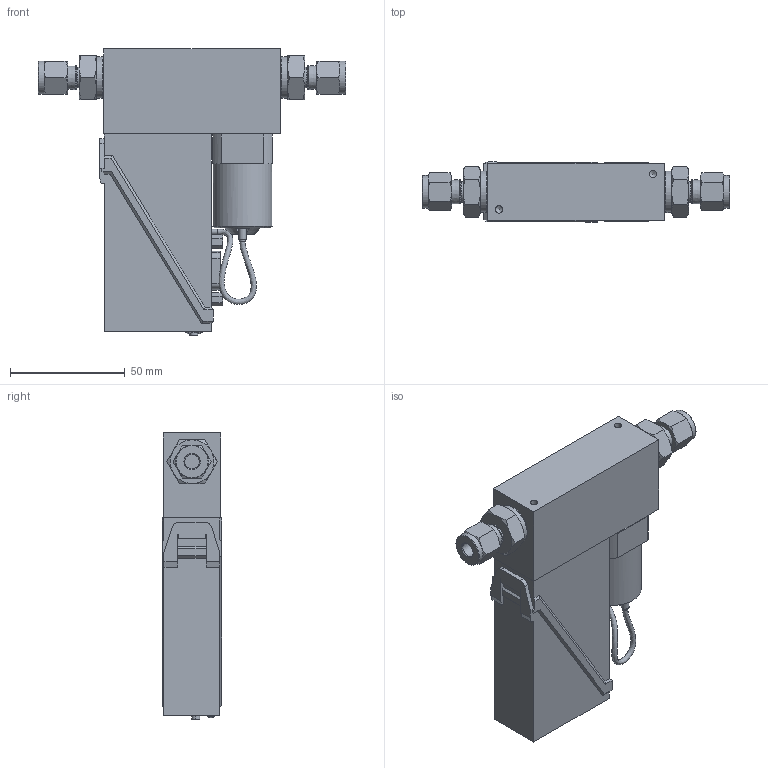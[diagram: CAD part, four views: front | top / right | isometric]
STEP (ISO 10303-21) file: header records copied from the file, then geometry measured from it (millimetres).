
FILE_DESCRIPTION(/* description */ (''),/* implementation_level */ '2;1');
FILE_NAME(/* name */ 'P-602CV-612CV 1-4”OD compression type.stp',/* time_stamp */ '2021-05-03T13:37:39+02:00',/* author */ ('M-Huiskes'),/* organization */ (''),/* preprocessor_version */ 'ST-DEVELOPER v18.1',/* originating_system */ 'Autodesk Inventor 2021',/* authorisation */ '');
FILE_SCHEMA (('AUTOMOTIVE_DESIGN { 1 0 10303 214 3 1 1 }'));
Length unit declared in the file: millimetre
Products named in the file (1): Part6
Bounding box: 133.8 x 26.05 x 124.56 mm (x, y, z)
Volume: 203379.3 mm3; surface area: 36902.4 mm2
Topology: 7 solids, 13 shells, 648 faces, 1601 edges, 990 vertices
Faces by surface type: plane 340, cone 120, cylinder 117, bspline 33, sphere 22, torus 16
Full cylindrical faces by diameter (mm): 2.318 x3, 3 x2, 3.242 x2, 3.318 x1, 5.328 x2, 5.5 x5, 6 x4, 6.35 x2, 8.997 x2, 14.287 x2, 18.034 x2, 25.9 x1
Entity records: 19693 total; most frequent: CARTESIAN_POINT 4544, ORIENTED_EDGE 3108, DIRECTION 3034, EDGE_CURVE 1554, AXIS2_PLACEMENT_3D 1079, VERTEX_POINT 990, LINE 876, VECTOR 876
